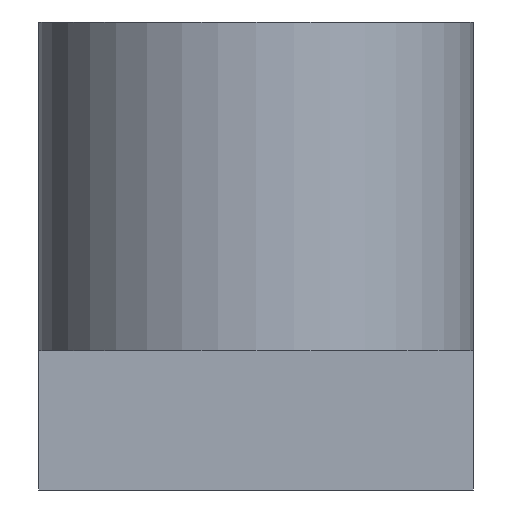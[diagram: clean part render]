
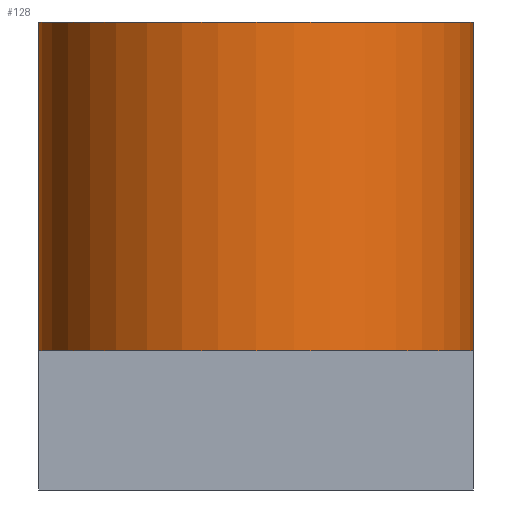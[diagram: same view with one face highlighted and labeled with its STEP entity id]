
A CAD part, left-side view. The second image highlights one B-rep face of the part: STEP entity #128.
In plain terms, the highlighted cylindrical face has radius 1.95 mm (diameter 3.9 mm), a partial arc.
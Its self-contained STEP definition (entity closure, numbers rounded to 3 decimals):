
#15=CYLINDRICAL_SURFACE('',#152,1.95);
#17=CIRCLE('',#149,1.95);
#19=CIRCLE('',#153,1.95);
#24=FACE_OUTER_BOUND('',#32,.T.);
#32=EDGE_LOOP('',(#97,#98,#99,#100));
#43=LINE('',#217,#55);
#44=LINE('',#220,#56);
#55=VECTOR('',#179,10.);
#56=VECTOR('',#182,10.);
#63=VERTEX_POINT('',#202);
#64=VERTEX_POINT('',#204);
#67=VERTEX_POINT('',#216);
#68=VERTEX_POINT('',#218);
#75=EDGE_CURVE('',#64,#63,#17,.T.);
#79=EDGE_CURVE('',#63,#67,#43,.F.);
#80=EDGE_CURVE('',#68,#67,#19,.T.);
#81=EDGE_CURVE('',#68,#64,#44,.F.);
#97=ORIENTED_EDGE('',*,*,#75,.T.);
#98=ORIENTED_EDGE('',*,*,#79,.T.);
#99=ORIENTED_EDGE('',*,*,#80,.F.);
#100=ORIENTED_EDGE('',*,*,#81,.T.);
#128=ADVANCED_FACE('',(#24),#15,.T.);
#149=AXIS2_PLACEMENT_3D('',#208,#169,#170);
#152=AXIS2_PLACEMENT_3D('',#215,#177,#178);
#153=AXIS2_PLACEMENT_3D('',#219,#180,#181);
#169=DIRECTION('center_axis',(0.,0.,1.));
#170=DIRECTION('ref_axis',(0.,-1.,0.));
#177=DIRECTION('center_axis',(0.,0.,1.));
#178=DIRECTION('ref_axis',(0.,-1.,0.));
#179=DIRECTION('',(0.,0.,-1.));
#180=DIRECTION('center_axis',(0.,0.,1.));
#181=DIRECTION('ref_axis',(0.,-1.,0.));
#182=DIRECTION('',(0.,0.,1.));
#202=CARTESIAN_POINT('',(50.55,48.05,-32.5));
#204=CARTESIAN_POINT('',(50.55,51.95,-32.5));
#208=CARTESIAN_POINT('Origin',(50.55,50.,-32.5));
#215=CARTESIAN_POINT('Origin',(50.55,50.,-33.75));
#216=CARTESIAN_POINT('',(50.55,48.05,-29.55));
#217=CARTESIAN_POINT('',(50.55,48.05,-32.7));
#218=CARTESIAN_POINT('',(50.55,51.95,-29.55));
#219=CARTESIAN_POINT('Origin',(50.55,50.,-29.55));
#220=CARTESIAN_POINT('',(50.55,51.95,-30.6));
